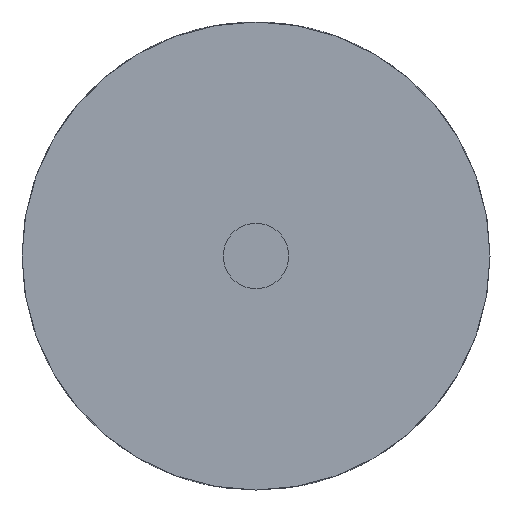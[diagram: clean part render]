
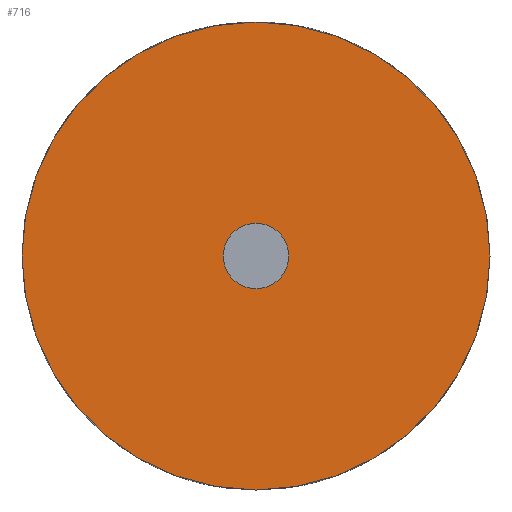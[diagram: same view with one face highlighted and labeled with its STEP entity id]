
A CAD part, front view. The second image highlights one B-rep face of the part: STEP entity #716.
In plain terms, the highlighted planar face has unit normal (0, -1, 0).
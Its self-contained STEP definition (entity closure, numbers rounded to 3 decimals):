
#37 = CARTESIAN_POINT ( 'NONE',  ( 0., -34.241, 0. ) ) ;
#39 = AXIS2_PLACEMENT_3D ( 'NONE', #681, #211, #372 ) ;
#175 = DIRECTION ( 'NONE',  ( 0., 1., 0. ) ) ;
#178 = VERTEX_POINT ( 'NONE', #1442 ) ;
#211 = DIRECTION ( 'NONE',  ( 0., -1., 0. ) ) ;
#372 = DIRECTION ( 'NONE',  ( 1., 0., 0. ) ) ;
#373 = EDGE_CURVE ( 'NONE', #673, #1699, #1445, .T. ) ;
#415 = DIRECTION ( 'NONE',  ( -1., 0., 0. ) ) ;
#485 = CARTESIAN_POINT ( 'NONE',  ( 15., -34.241, 0. ) ) ;
#613 = AXIS2_PLACEMENT_3D ( 'NONE', #1767, #175, #1277 ) ;
#673 = VERTEX_POINT ( 'NONE', #485 ) ;
#681 = CARTESIAN_POINT ( 'NONE',  ( 0., -34.241, 0. ) ) ;
#695 = ORIENTED_EDGE ( 'NONE', *, *, #1790, .F. ) ;
#700 = AXIS2_PLACEMENT_3D ( 'NONE', #880, #878, #415 ) ;
#716 = ADVANCED_FACE ( 'NONE', ( #1065, #2027 ), #1128, .F. ) ;
#878 = DIRECTION ( 'NONE',  ( 0., 1., 0. ) ) ;
#880 = CARTESIAN_POINT ( 'NONE',  ( 0., -34.241, 0. ) ) ;
#891 = ORIENTED_EDGE ( 'NONE', *, *, #1231, .F. ) ;
#963 = CIRCLE ( 'NONE', #1417, 2.1 ) ;
#969 = DIRECTION ( 'NONE',  ( 0., 1., 0. ) ) ;
#996 = CIRCLE ( 'NONE', #39, 2.1 ) ;
#1065 = FACE_BOUND ( 'NONE', #1374, .T. ) ;
#1074 = ORIENTED_EDGE ( 'NONE', *, *, #1918, .F. ) ;
#1082 = DIRECTION ( 'NONE',  ( 0., -1., 0. ) ) ;
#1100 = ORIENTED_EDGE ( 'NONE', *, *, #373, .F. ) ;
#1128 = PLANE ( 'NONE',  #613 ) ;
#1129 = DIRECTION ( 'NONE',  ( -1., 0., 0. ) ) ;
#1231 = EDGE_CURVE ( 'NONE', #1814, #178, #996, .T. ) ;
#1277 = DIRECTION ( 'NONE',  ( -1., 0., 0. ) ) ;
#1374 = EDGE_LOOP ( 'NONE', ( #891, #1074 ) ) ;
#1417 = AXIS2_PLACEMENT_3D ( 'NONE', #1709, #1082, #1862 ) ;
#1442 = CARTESIAN_POINT ( 'NONE',  ( -2.1, -34.241, 0. ) ) ;
#1445 = CIRCLE ( 'NONE', #700, 15. ) ;
#1446 = AXIS2_PLACEMENT_3D ( 'NONE', #37, #969, #1129 ) ;
#1623 = CARTESIAN_POINT ( 'NONE',  ( -15., -34.241, 0. ) ) ;
#1699 = VERTEX_POINT ( 'NONE', #1623 ) ;
#1709 = CARTESIAN_POINT ( 'NONE',  ( 0., -34.241, 0. ) ) ;
#1767 = CARTESIAN_POINT ( 'NONE',  ( -50., -34.241, -15. ) ) ;
#1780 = CARTESIAN_POINT ( 'NONE',  ( 2.1, -34.241, 0. ) ) ;
#1790 = EDGE_CURVE ( 'NONE', #1699, #673, #1949, .T. ) ;
#1814 = VERTEX_POINT ( 'NONE', #1780 ) ;
#1862 = DIRECTION ( 'NONE',  ( 1., 0., 0. ) ) ;
#1918 = EDGE_CURVE ( 'NONE', #178, #1814, #963, .T. ) ;
#1949 = CIRCLE ( 'NONE', #1446, 15. ) ;
#1992 = EDGE_LOOP ( 'NONE', ( #695, #1100 ) ) ;
#2027 = FACE_OUTER_BOUND ( 'NONE', #1992, .T. ) ;
